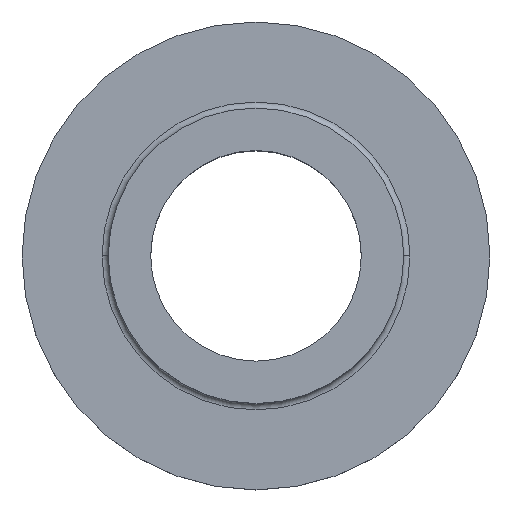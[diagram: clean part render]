
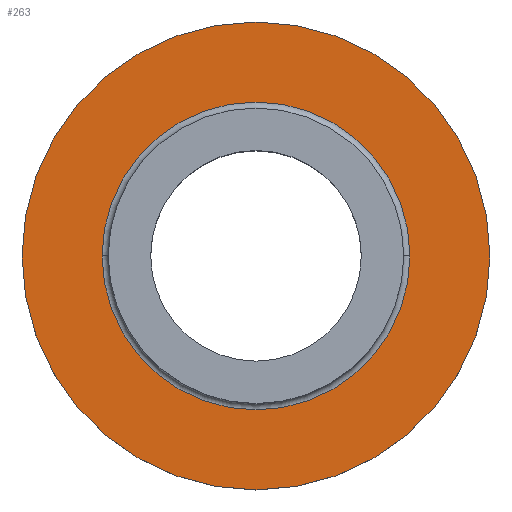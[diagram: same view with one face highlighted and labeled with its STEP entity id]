
A CAD part, top view. The second image highlights one B-rep face of the part: STEP entity #263.
In plain terms, the highlighted planar face has unit normal (0, 0, 1).
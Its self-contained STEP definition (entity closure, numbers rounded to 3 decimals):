
#9 = VERTEX_POINT ( 'NONE', #172 ) ;
#28 = EDGE_CURVE ( 'NONE', #486, #9, #479, .T. ) ;
#31 = EDGE_CURVE ( 'NONE', #51, #174, #462, .T. ) ;
#35 = ORIENTED_EDGE ( 'NONE', *, *, #31, .T. ) ;
#38 = CARTESIAN_POINT ( 'NONE',  ( 12.5, 0., -7. ) ) ;
#51 = VERTEX_POINT ( 'NONE', #38 ) ;
#53 = PLANE ( 'NONE',  #96 ) ;
#89 = DIRECTION ( 'NONE',  ( -1., 0., 0. ) ) ;
#96 = AXIS2_PLACEMENT_3D ( 'NONE', #482, #191, #89 ) ;
#126 = EDGE_LOOP ( 'NONE', ( #186, #289 ) ) ;
#139 = CIRCLE ( 'NONE', #341, 19. ) ;
#155 = DIRECTION ( 'NONE',  ( 1., 0., 0. ) ) ;
#156 = DIRECTION ( 'NONE',  ( 0., 0., 1. ) ) ;
#167 = DIRECTION ( 'NONE',  ( 1., 0., 0. ) ) ;
#172 = CARTESIAN_POINT ( 'NONE',  ( -19., 0., -7. ) ) ;
#174 = VERTEX_POINT ( 'NONE', #229 ) ;
#186 = ORIENTED_EDGE ( 'NONE', *, *, #28, .T. ) ;
#191 = DIRECTION ( 'NONE',  ( 0., 0., -1. ) ) ;
#229 = CARTESIAN_POINT ( 'NONE',  ( -12.5, 0., -7. ) ) ;
#263 = ADVANCED_FACE ( 'NONE', ( #355, #381 ), #53, .F. ) ;
#264 = CIRCLE ( 'NONE', #372, 12.5 ) ;
#289 = ORIENTED_EDGE ( 'NONE', *, *, #488, .T. ) ;
#297 = AXIS2_PLACEMENT_3D ( 'NONE', #333, #156, #167 ) ;
#309 = CARTESIAN_POINT ( 'NONE',  ( 19., 0., -7. ) ) ;
#324 = DIRECTION ( 'NONE',  ( 0., 0., 1. ) ) ;
#333 = CARTESIAN_POINT ( 'NONE',  ( 0., 0., -7. ) ) ;
#341 = AXIS2_PLACEMENT_3D ( 'NONE', #471, #324, #155 ) ;
#349 = ORIENTED_EDGE ( 'NONE', *, *, #413, .T. ) ;
#353 = AXIS2_PLACEMENT_3D ( 'NONE', #387, #444, #424 ) ;
#355 = FACE_BOUND ( 'NONE', #411, .T. ) ;
#357 = DIRECTION ( 'NONE',  ( -1., 0., 0. ) ) ;
#358 = DIRECTION ( 'NONE',  ( 0., 0., -1. ) ) ;
#360 = CARTESIAN_POINT ( 'NONE',  ( 0., 0., -7. ) ) ;
#372 = AXIS2_PLACEMENT_3D ( 'NONE', #360, #358, #357 ) ;
#381 = FACE_OUTER_BOUND ( 'NONE', #126, .T. ) ;
#387 = CARTESIAN_POINT ( 'NONE',  ( 0., 0., -7. ) ) ;
#411 = EDGE_LOOP ( 'NONE', ( #349, #35 ) ) ;
#413 = EDGE_CURVE ( 'NONE', #174, #51, #264, .T. ) ;
#424 = DIRECTION ( 'NONE',  ( -1., 0., 0. ) ) ;
#444 = DIRECTION ( 'NONE',  ( 0., 0., -1. ) ) ;
#462 = CIRCLE ( 'NONE', #353, 12.5 ) ;
#471 = CARTESIAN_POINT ( 'NONE',  ( 0., 0., -7. ) ) ;
#479 = CIRCLE ( 'NONE', #297, 19. ) ;
#482 = CARTESIAN_POINT ( 'NONE',  ( 0., 19., -7. ) ) ;
#486 = VERTEX_POINT ( 'NONE', #309 ) ;
#488 = EDGE_CURVE ( 'NONE', #9, #486, #139, .T. ) ;
